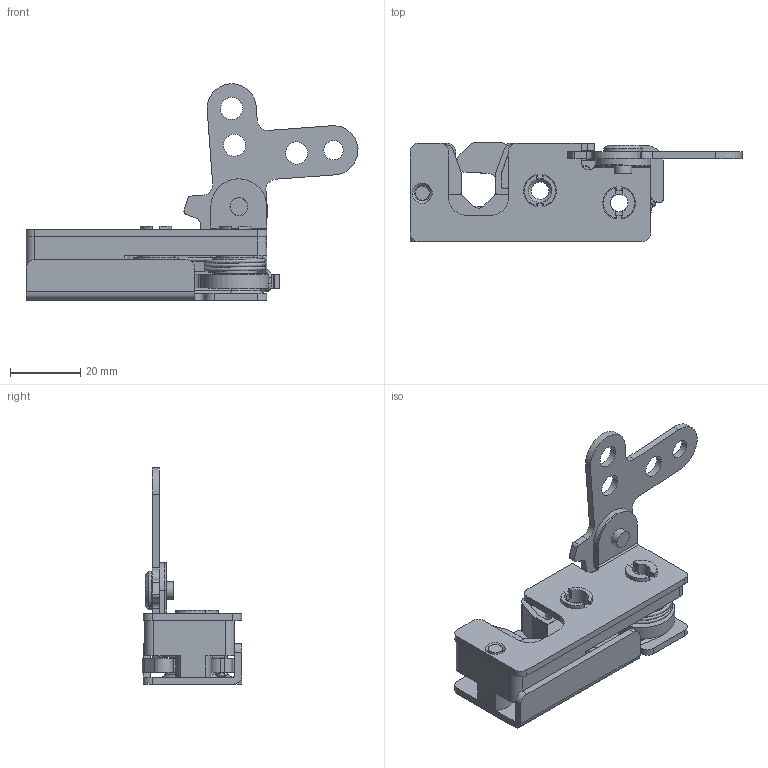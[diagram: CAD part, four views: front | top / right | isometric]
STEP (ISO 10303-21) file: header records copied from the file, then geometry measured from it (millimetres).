
FILE_DESCRIPTION(('STEP AP203'),'1');
FILE_NAME('2800.2.6.1.1.001.step','2019-09-24T11:07:27',(' '),(' '),'Spatial InterOp 3D',' ',' ');
FILE_SCHEMA(('CONFIG_CONTROL_DESIGN'));
Length unit declared in the file: millimetre
Products named in the file (13): 1; 2; 3; 4; 5; 6; 7; 8; 9; 10; 11; 12; 13
Bounding box: 94.47 x 28.26 x 61.51 mm (x, y, z)
Volume: 24027.7 mm3; surface area: 25332.5 mm2
Topology: 12 solids, 12 shells, 441 faces, 1181 edges, 780 vertices
Faces by surface type: plane 225, cylinder 166, cone 34, torus 13, bspline 3
Full cylindrical faces by diameter (mm): 1 x7, 4 x2, 4.1 x1, 4.3 x1, 5 x4, 5.1 x1, 5.2 x1, 5.5 x1, 6.3 x3, 6.8 x3, 7 x1, 8.9 x2, 9.1 x2, 10.5 x4, 10.8 x2, 10.9 x2, 11 x1, 12.7 x2
Entity records: 15401 total; most frequent: CARTESIAN_POINT 3634, DIRECTION 2429, ORIENTED_EDGE 2236, EDGE_CURVE 1118, AXIS2_PLACEMENT_3D 870, VERTEX_POINT 765, LINE 689, VECTOR 689
